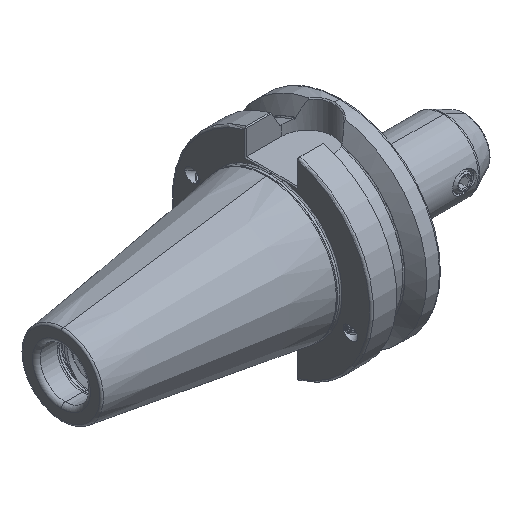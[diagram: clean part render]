
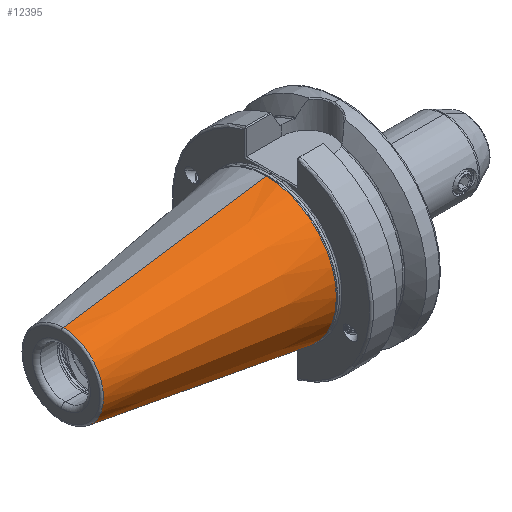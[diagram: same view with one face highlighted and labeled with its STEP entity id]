
A CAD part, isometric view. The second image highlights one B-rep face of the part: STEP entity #12395.
In plain terms, the highlighted conical face has half-angle 8.297 degrees and reference radius 34.998 mm.
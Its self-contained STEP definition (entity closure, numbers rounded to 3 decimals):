
#156 = CARTESIAN_POINT ( 'NONE',  ( -103.944, 0., 20.204 ) ) ;
#190 = CARTESIAN_POINT ( 'NONE',  ( -2.5, 0., -34.998 ) ) ;
#193 = CARTESIAN_POINT ( 'NONE',  ( -103.944, 0., -20.204 ) ) ;
#267 = CARTESIAN_POINT ( 'NONE',  ( -2.5, 0., 34.998 ) ) ;
#2808 = EDGE_CURVE ( 'NONE', #9824, #9819, #10115, .T. ) ;
#2947 = EDGE_CURVE ( 'NONE', #9790, #9890, #10173, .T. ) ;
#3168 = CARTESIAN_POINT ( 'NONE',  ( -2.5, 0., 34.998 ) ) ;
#3174 = DIRECTION ( 'NONE',  ( 0.99, 0., 0.144 ) ) ;
#4421 = CARTESIAN_POINT ( 'NONE',  ( -2.5, 0., 0. ) ) ;
#4428 = DIRECTION ( 'NONE',  ( 1., 0., 0. ) ) ;
#4437 = DIRECTION ( 'NONE',  ( 0., 0., -1. ) ) ;
#4485 = DIRECTION ( 'NONE',  ( 0., 0., -1. ) ) ;
#4502 = DIRECTION ( 'NONE',  ( 1., 0., 0. ) ) ;
#4513 = CARTESIAN_POINT ( 'NONE',  ( -103.944, 0., 0. ) ) ;
#7373 = EDGE_LOOP ( 'NONE', ( #19852, #19883, #19884, #19885 ) ) ;
#9491 = CONICAL_SURFACE ( 'NONE', #11523, 34.998, 0.145 ) ;
#9517 = FACE_OUTER_BOUND ( 'NONE', #7373, .T. ) ;
#9790 = VERTEX_POINT ( 'NONE', #156 ) ;
#9819 = VERTEX_POINT ( 'NONE', #190 ) ;
#9824 = VERTEX_POINT ( 'NONE', #193 ) ;
#9890 = VERTEX_POINT ( 'NONE', #267 ) ;
#10115 = LINE ( 'NONE', #13038, #10116 ) ;
#10116 = VECTOR ( 'NONE', #13130, 1000. ) ;
#10173 = LINE ( 'NONE', #3168, #10190 ) ;
#10190 = VECTOR ( 'NONE', #3174, 1000. ) ;
#11342 = AXIS2_PLACEMENT_3D ( 'NONE', #4421, #4428, #4437 ) ;
#11346 = AXIS2_PLACEMENT_3D ( 'NONE', #4513, #4502, #4485 ) ;
#11523 = AXIS2_PLACEMENT_3D ( 'NONE', #19965, #19954, #19977 ) ;
#12395 = ADVANCED_FACE ( 'NONE', ( #9517 ), #9491, .T. ) ;
#13038 = CARTESIAN_POINT ( 'NONE',  ( -2.5, 0., -34.998 ) ) ;
#13130 = DIRECTION ( 'NONE',  ( 0.99, 0., -0.144 ) ) ;
#14496 = EDGE_CURVE ( 'NONE', #9890, #9819, #19435, .T. ) ;
#14526 = EDGE_CURVE ( 'NONE', #9790, #9824, #19415, .T. ) ;
#19415 = CIRCLE ( 'NONE', #11346, 20.204 ) ;
#19435 = CIRCLE ( 'NONE', #11342, 34.998 ) ;
#19852 = ORIENTED_EDGE ( 'NONE', *, *, #2947, .F. ) ;
#19883 = ORIENTED_EDGE ( 'NONE', *, *, #14526, .T. ) ;
#19884 = ORIENTED_EDGE ( 'NONE', *, *, #2808, .T. ) ;
#19885 = ORIENTED_EDGE ( 'NONE', *, *, #14496, .F. ) ;
#19954 = DIRECTION ( 'NONE',  ( 1., 0., 0. ) ) ;
#19965 = CARTESIAN_POINT ( 'NONE',  ( -2.5, 0., 0. ) ) ;
#19977 = DIRECTION ( 'NONE',  ( 0., 0., -1. ) ) ;
